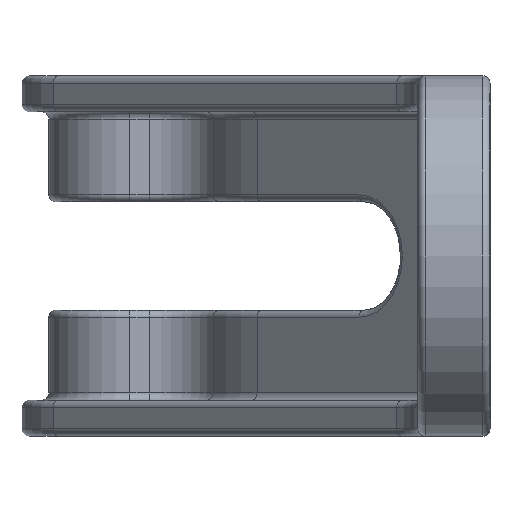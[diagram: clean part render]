
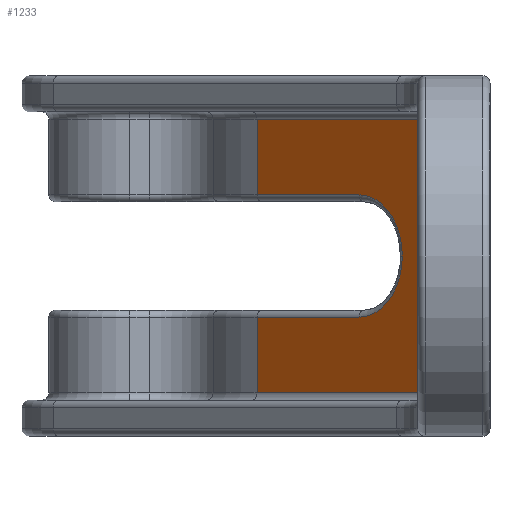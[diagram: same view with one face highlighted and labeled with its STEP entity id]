
A CAD part, left-side view. The second image highlights one B-rep face of the part: STEP entity #1233.
In plain terms, the highlighted planar face has unit normal (-0.707, 0.707, 0).
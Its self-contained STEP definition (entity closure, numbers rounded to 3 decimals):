
#6 = ORIENTED_EDGE ( 'NONE', *, *, #72, .T. ) ;
#72 = EDGE_CURVE ( 'NONE', #3531, #3944, #4503, .T. ) ;
#91 = CARTESIAN_POINT ( 'NONE',  ( -50.607, 6.464, -19. ) ) ;
#110 = ORIENTED_EDGE ( 'NONE', *, *, #2630, .T. ) ;
#280 = VERTEX_POINT ( 'NONE', #91 ) ;
#414 = DIRECTION ( 'NONE',  ( -0.707, -0.707, 0. ) ) ;
#523 = EDGE_CURVE ( 'NONE', #3944, #3405, #1160, .T. ) ;
#615 = CARTESIAN_POINT ( 'NONE',  ( -38.891, 18.18, 8.5 ) ) ;
#659 = CARTESIAN_POINT ( 'NONE',  ( -50.607, 6.464, 19. ) ) ;
#696 = VECTOR ( 'NONE', #1465, 1000. ) ;
#714 = DIRECTION ( 'NONE',  ( 0.707, -0.707, 0. ) ) ;
#909 = CARTESIAN_POINT ( 'NONE',  ( -24.749, 32.322, 19. ) ) ;
#940 = CIRCLE ( 'NONE', #3007, 8.5 ) ;
#1155 = CARTESIAN_POINT ( 'NONE',  ( -38.891, 18.18, 0. ) ) ;
#1160 = LINE ( 'NONE', #2695, #2696 ) ;
#1233 = ADVANCED_FACE ( 'NONE', ( #3920 ), #4353, .T. ) ;
#1286 = CARTESIAN_POINT ( 'NONE',  ( -24.749, 32.322, 8.5 ) ) ;
#1390 = LINE ( 'NONE', #3730, #1928 ) ;
#1465 = DIRECTION ( 'NONE',  ( 0., 0., -1. ) ) ;
#1635 = DIRECTION ( 'NONE',  ( 0.707, 0.707, 0. ) ) ;
#1655 = LINE ( 'NONE', #2052, #4123 ) ;
#1769 = LINE ( 'NONE', #3348, #3743 ) ;
#1786 = CARTESIAN_POINT ( 'NONE',  ( -44.901, 12.17, 0. ) ) ;
#1828 = VERTEX_POINT ( 'NONE', #909 ) ;
#1843 = EDGE_CURVE ( 'NONE', #5013, #1828, #1655, .T. ) ;
#1858 = LINE ( 'NONE', #5010, #696 ) ;
#1928 = VECTOR ( 'NONE', #2181, 1000. ) ;
#1939 = DIRECTION ( 'NONE',  ( -0.707, -0.707, 0. ) ) ;
#2052 = CARTESIAN_POINT ( 'NONE',  ( -24.749, 32.322, 19. ) ) ;
#2176 = ORIENTED_EDGE ( 'NONE', *, *, #1843, .T. ) ;
#2181 = DIRECTION ( 'NONE',  ( 0., 0., -1. ) ) ;
#2195 = LINE ( 'NONE', #4531, #3982 ) ;
#2202 = AXIS2_PLACEMENT_3D ( 'NONE', #1155, #3184, #1939 ) ;
#2312 = CARTESIAN_POINT ( 'NONE',  ( -38.891, 18.18, 0. ) ) ;
#2424 = EDGE_LOOP ( 'NONE', ( #2839, #2176, #3299, #3668, #2845, #6, #3190, #3616, #110 ) ) ;
#2520 = CARTESIAN_POINT ( 'NONE',  ( -38.891, 18.18, 8.5 ) ) ;
#2610 = EDGE_CURVE ( 'NONE', #3778, #2895, #3375, .T. ) ;
#2630 = EDGE_CURVE ( 'NONE', #4927, #280, #2195, .T. ) ;
#2631 = CARTESIAN_POINT ( 'NONE',  ( -38.891, 18.18, -8.5 ) ) ;
#2663 = VECTOR ( 'NONE', #3042, 1000. ) ;
#2695 = CARTESIAN_POINT ( 'NONE',  ( -53.536, 3.536, -8.5 ) ) ;
#2696 = VECTOR ( 'NONE', #4653, 1000. ) ;
#2839 = ORIENTED_EDGE ( 'NONE', *, *, #4874, .F. ) ;
#2845 = ORIENTED_EDGE ( 'NONE', *, *, #3182, .T. ) ;
#2895 = VERTEX_POINT ( 'NONE', #2520 ) ;
#3007 = AXIS2_PLACEMENT_3D ( 'NONE', #2312, #714, #414 ) ;
#3042 = DIRECTION ( 'NONE',  ( -0.707, -0.707, 0. ) ) ;
#3166 = DIRECTION ( 'NONE',  ( -0.707, 0.707, 0. ) ) ;
#3182 = EDGE_CURVE ( 'NONE', #2895, #3531, #940, .T. ) ;
#3184 = DIRECTION ( 'NONE',  ( 0.707, -0.707, 0. ) ) ;
#3190 = ORIENTED_EDGE ( 'NONE', *, *, #523, .T. ) ;
#3299 = ORIENTED_EDGE ( 'NONE', *, *, #4151, .T. ) ;
#3348 = CARTESIAN_POINT ( 'NONE',  ( -50.607, 6.464, 25. ) ) ;
#3375 = LINE ( 'NONE', #615, #2663 ) ;
#3405 = VERTEX_POINT ( 'NONE', #4859 ) ;
#3478 = AXIS2_PLACEMENT_3D ( 'NONE', #4737, #3166, #4682 ) ;
#3531 = VERTEX_POINT ( 'NONE', #1786 ) ;
#3616 = ORIENTED_EDGE ( 'NONE', *, *, #4208, .T. ) ;
#3668 = ORIENTED_EDGE ( 'NONE', *, *, #2610, .T. ) ;
#3730 = CARTESIAN_POINT ( 'NONE',  ( -24.749, 32.322, 25. ) ) ;
#3743 = VECTOR ( 'NONE', #4846, 1000. ) ;
#3771 = DIRECTION ( 'NONE',  ( -0.707, -0.707, 0. ) ) ;
#3778 = VERTEX_POINT ( 'NONE', #1286 ) ;
#3920 = FACE_OUTER_BOUND ( 'NONE', #2424, .T. ) ;
#3944 = VERTEX_POINT ( 'NONE', #2631 ) ;
#3982 = VECTOR ( 'NONE', #3771, 1000. ) ;
#4123 = VECTOR ( 'NONE', #1635, 1000. ) ;
#4151 = EDGE_CURVE ( 'NONE', #1828, #3778, #1858, .T. ) ;
#4208 = EDGE_CURVE ( 'NONE', #3405, #4927, #1390, .T. ) ;
#4353 = PLANE ( 'NONE',  #3478 ) ;
#4503 = CIRCLE ( 'NONE', #2202, 8.5 ) ;
#4531 = CARTESIAN_POINT ( 'NONE',  ( -53.536, 3.536, -19. ) ) ;
#4653 = DIRECTION ( 'NONE',  ( 0.707, 0.707, 0. ) ) ;
#4661 = CARTESIAN_POINT ( 'NONE',  ( -24.749, 32.322, -19. ) ) ;
#4682 = DIRECTION ( 'NONE',  ( -0.707, -0.707, 0. ) ) ;
#4737 = CARTESIAN_POINT ( 'NONE',  ( -53.536, 3.536, 25. ) ) ;
#4846 = DIRECTION ( 'NONE',  ( 0., 0., -1. ) ) ;
#4859 = CARTESIAN_POINT ( 'NONE',  ( -24.749, 32.322, -8.5 ) ) ;
#4874 = EDGE_CURVE ( 'NONE', #5013, #280, #1769, .T. ) ;
#4927 = VERTEX_POINT ( 'NONE', #4661 ) ;
#5010 = CARTESIAN_POINT ( 'NONE',  ( -24.749, 32.322, 25. ) ) ;
#5013 = VERTEX_POINT ( 'NONE', #659 ) ;
